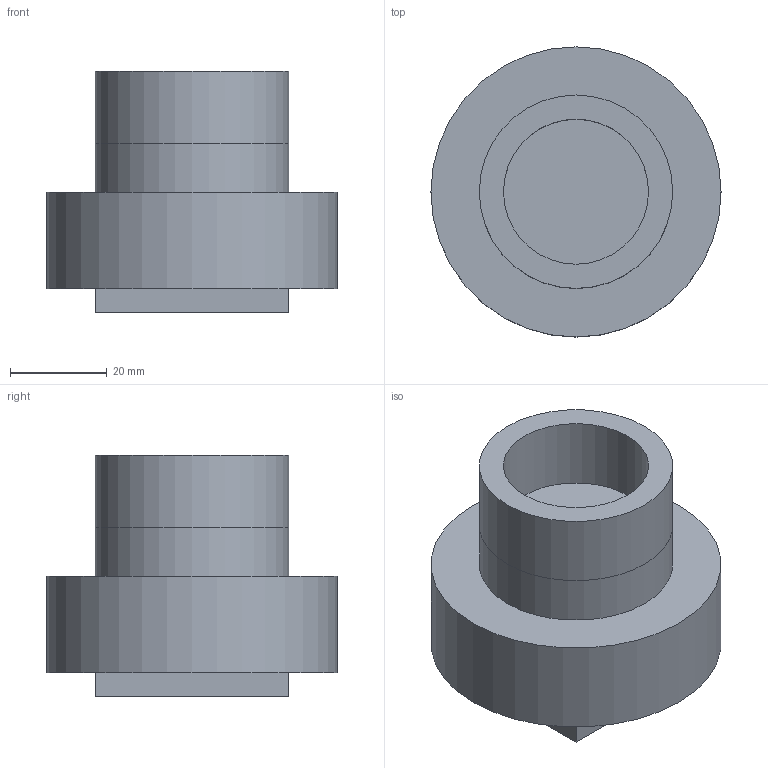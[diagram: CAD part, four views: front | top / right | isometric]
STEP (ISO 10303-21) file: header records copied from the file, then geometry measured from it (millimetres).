
FILE_DESCRIPTION(/* description */ (''),/* implementation_level */ '2;1');
FILE_NAME(/* name */ 'CylindricalTest.step',/* time_stamp */ '2025-05-25T16:11:51-05:00',/* author */ (''),/* organization */ (''),/* preprocessor_version */ 'ST-DEVELOPER v20.1',/* originating_system */ 'Autodesk Translation Framework v14.4.0.0',/* authorisation */ '');
FILE_SCHEMA (('AUTOMOTIVE_DESIGN { 1 0 10303 214 3 1 1 }'));
Length unit declared in the file: millimetre
Products named in the file (5): CylindricalTest; Disk2; Ring; Disk1; Square
Assembly tree (4 placements, depth 2):
  CylindricalTest
    Disk2
    Ring
    Disk1
    Square
Bounding box: 60 x 60 x 50 mm (x, y, z)
Volume: 85361.7 mm3; surface area: 21592.9 mm2
Topology: 4 solids, 4 shells, 16 faces, 24 edges, 16 vertices
Faces by surface type: plane 12, cylinder 4
Full cylindrical faces by diameter (mm): 30 x1, 40 x2, 60 x1
Entity records: 509 total; most frequent: DIRECTION 82, CARTESIAN_POINT 65, ORIENTED_EDGE 48, AXIS2_PLACEMENT_3D 33, EDGE_CURVE 24, EDGE_LOOP 18, FACE_OUTER_BOUND 16, LINE 16
